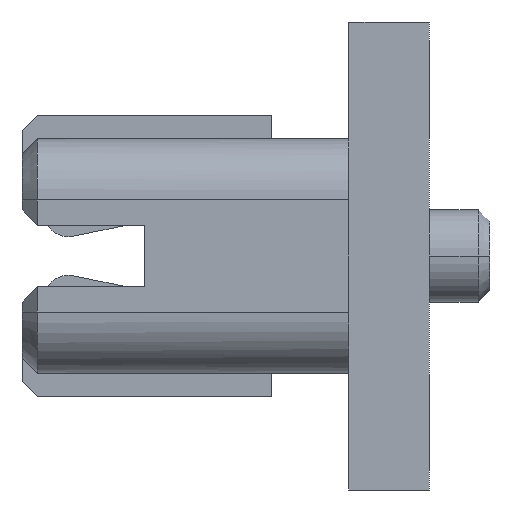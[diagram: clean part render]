
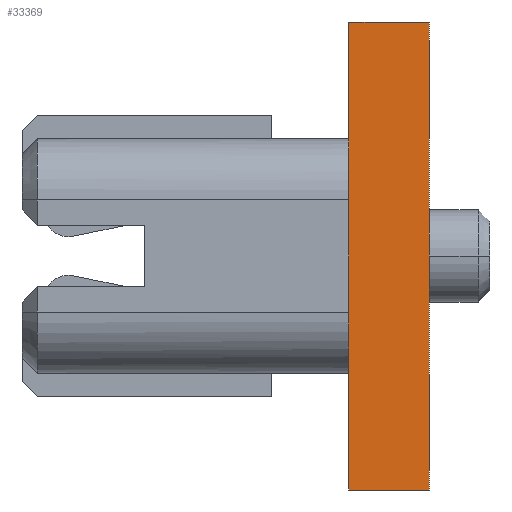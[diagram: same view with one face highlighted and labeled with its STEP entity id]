
A CAD part, left-side view. The second image highlights one B-rep face of the part: STEP entity #33369.
In plain terms, the highlighted planar face has unit normal (-1, 0, 0).
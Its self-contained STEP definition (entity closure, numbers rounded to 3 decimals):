
#6514=DIRECTION('',(0.,0.,-1.));
#6515=VECTOR('',#6514,6.1);
#6516=CARTESIAN_POINT('',(-17.95,1.05,3.05));
#6517=LINE('',#6516,#6515);
#6577=DIRECTION('',(0.,1.,0.));
#6578=VECTOR('',#6577,1.05);
#6579=CARTESIAN_POINT('',(-17.95,0.,3.05));
#6580=LINE('',#6579,#6578);
#6601=DIRECTION('',(0.,0.,-1.));
#6602=VECTOR('',#6601,6.1);
#6603=CARTESIAN_POINT('',(-17.95,0.,3.05));
#6604=LINE('',#6603,#6602);
#6645=DIRECTION('',(0.,1.,0.));
#6646=VECTOR('',#6645,1.05);
#6647=CARTESIAN_POINT('',(-17.95,0.,-3.05));
#6648=LINE('',#6647,#6646);
#20989=CARTESIAN_POINT('',(-17.95,1.05,3.05));
#20990=CARTESIAN_POINT('',(-17.95,1.05,-3.05));
#20991=VERTEX_POINT('',#20989);
#20992=VERTEX_POINT('',#20990);
#20997=CARTESIAN_POINT('',(-17.95,0.,3.05));
#20998=CARTESIAN_POINT('',(-17.95,0.,-3.05));
#20999=VERTEX_POINT('',#20997);
#21000=VERTEX_POINT('',#20998);
#33358=CARTESIAN_POINT('',(-17.95,1.05,-3.05));
#33359=DIRECTION('',(-1.,0.,0.));
#33360=DIRECTION('',(0.,0.,1.));
#33361=AXIS2_PLACEMENT_3D('',#33358,#33359,#33360);
#33362=PLANE('',#33361);
#33363=ORIENTED_EDGE('',*,*,#33220,.F.);
#33364=ORIENTED_EDGE('',*,*,#33281,.F.);
#33365=ORIENTED_EDGE('',*,*,#33307,.T.);
#33366=ORIENTED_EDGE('',*,*,#33348,.T.);
#33367=EDGE_LOOP('',(#33363,#33364,#33365,#33366));
#33368=FACE_OUTER_BOUND('',#33367,.F.);
#33369=ADVANCED_FACE('',(#33368),#33362,.T.);
#33220=EDGE_CURVE('',#20991,#20992,#6517,.T.);
#33281=EDGE_CURVE('',#20999,#20991,#6580,.T.);
#33307=EDGE_CURVE('',#20999,#21000,#6604,.T.);
#33348=EDGE_CURVE('',#21000,#20992,#6648,.T.);
